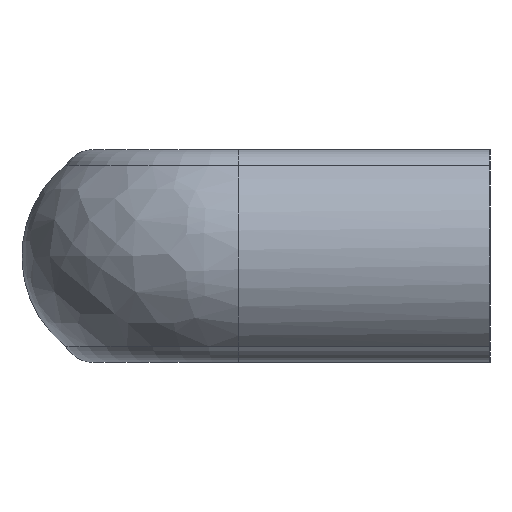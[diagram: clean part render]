
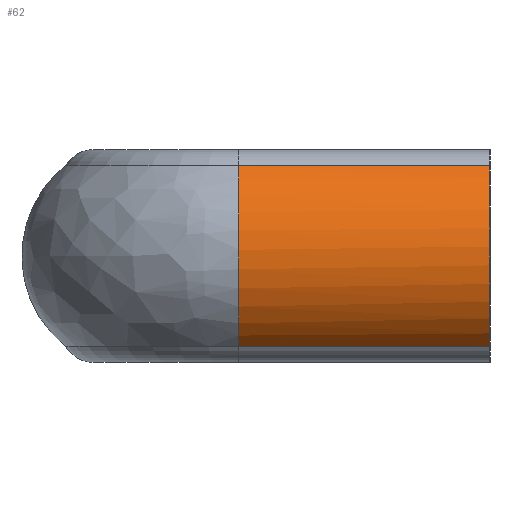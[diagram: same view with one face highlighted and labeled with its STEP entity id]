
A CAD part, left-side view. The second image highlights one B-rep face of the part: STEP entity #62.
In plain terms, the highlighted cylindrical face has radius 13.591 mm (diameter 27.182 mm), a partial arc.
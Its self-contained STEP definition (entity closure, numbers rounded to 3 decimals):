
#62 = ADVANCED_FACE( '', ( #141 ), #142, .T. );
#141 = FACE_OUTER_BOUND( '', #240, .T. );
#142 = CYLINDRICAL_SURFACE( '', #241, 13.591 );
#240 = EDGE_LOOP( '', ( #399, #400, #401, #402 ) );
#241 = AXIS2_PLACEMENT_3D( '', #403, #404, #405 );
#399 = ORIENTED_EDGE( '', *, *, #592, .T. );
#400 = ORIENTED_EDGE( '', *, *, #593, .F. );
#401 = ORIENTED_EDGE( '', *, *, #594, .F. );
#402 = ORIENTED_EDGE( '', *, *, #595, .T. );
#403 = CARTESIAN_POINT( '', ( 13.592, 0., 0. ) );
#404 = DIRECTION( '', ( 0., -1., 0. ) );
#405 = DIRECTION( '', ( 0., 0., 1. ) );
#592 = EDGE_CURVE( '', #661, #684, #690, .T. );
#593 = EDGE_CURVE( '', #691, #684, #692, .T. );
#594 = EDGE_CURVE( '', #693, #691, #694, .T. );
#595 = EDGE_CURVE( '', #693, #661, #695, .T. );
#661 = VERTEX_POINT( '', #797 );
#684 = VERTEX_POINT( '', #848 );
#690 = B_SPLINE_CURVE_WITH_KNOTS( '', 3, ( #872, #873, #874, #875, #876, #877, #878, #879, #880, #881, #882, #883, #884, #885, #886, #887, #888, #889 ), .UNSPECIFIED., .F., .F., ( 4, 2, 2, 2, 2, 2, 2, 2, 4 ), ( 0., 0.125, 0.25, 0.375, 0.5, 0.625, 0.75, 0.875, 1. ), .UNSPECIFIED. );
#691 = VERTEX_POINT( '', #890 );
#692 = LINE( '', #891, #892 );
#693 = VERTEX_POINT( '', #893 );
#694 = CIRCLE( '', #894, 13.591 );
#695 = LINE( '', #895, #896 );
#797 = CARTESIAN_POINT( '', ( 5.106, 29.5, 10.616 ) );
#848 = CARTESIAN_POINT( '', ( 5.106, 29.5, -10.617 ) );
#872 = CARTESIAN_POINT( '', ( 5.106, 29.5, 10.616 ) );
#873 = CARTESIAN_POINT( '', ( 4.313, 29.5, 9.982 ) );
#874 = CARTESIAN_POINT( '', ( 3.592, 29.5, 9.259 ) );
#875 = CARTESIAN_POINT( '', ( 2.327, 29.5, 7.671 ) );
#876 = CARTESIAN_POINT( '', ( 1.784, 29.5, 6.805 ) );
#877 = CARTESIAN_POINT( '', ( 0.904, 29.5, 4.975 ) );
#878 = CARTESIAN_POINT( '', ( 0.567, 29.5, 4.011 ) );
#879 = CARTESIAN_POINT( '', ( 0.115, 29.5, 2.031 ) );
#880 = CARTESIAN_POINT( '', ( 0.001, 29.5, 1.015 ) );
#881 = CARTESIAN_POINT( '', ( 0.001, 29.5, -1.015 ) );
#882 = CARTESIAN_POINT( '', ( 0.115, 29.5, -2.031 ) );
#883 = CARTESIAN_POINT( '', ( 0.567, 29.5, -4.011 ) );
#884 = CARTESIAN_POINT( '', ( 0.904, 29.5, -4.975 ) );
#885 = CARTESIAN_POINT( '', ( 1.784, 29.5, -6.805 ) );
#886 = CARTESIAN_POINT( '', ( 2.327, 29.5, -7.671 ) );
#887 = CARTESIAN_POINT( '', ( 3.592, 29.5, -9.259 ) );
#888 = CARTESIAN_POINT( '', ( 4.313, 29.5, -9.982 ) );
#889 = CARTESIAN_POINT( '', ( 5.106, 29.5, -10.616 ) );
#890 = CARTESIAN_POINT( '', ( 5.106, 0., -10.616 ) );
#891 = CARTESIAN_POINT( '', ( 5.106, 0., -10.616 ) );
#892 = VECTOR( '', #1112, 1000. );
#893 = CARTESIAN_POINT( '', ( 5.106, 0., 10.616 ) );
#894 = AXIS2_PLACEMENT_3D( '', #1113, #1114, #1115 );
#895 = CARTESIAN_POINT( '', ( 5.106, 0., 10.616 ) );
#896 = VECTOR( '', #1116, 1000. );
#1112 = DIRECTION( '', ( 0., 1., 0. ) );
#1113 = CARTESIAN_POINT( '', ( 13.592, 0., 0. ) );
#1114 = DIRECTION( '', ( 0., -1., 0. ) );
#1115 = DIRECTION( '', ( 0., 0., 1. ) );
#1116 = DIRECTION( '', ( 0., 1., 0. ) );
